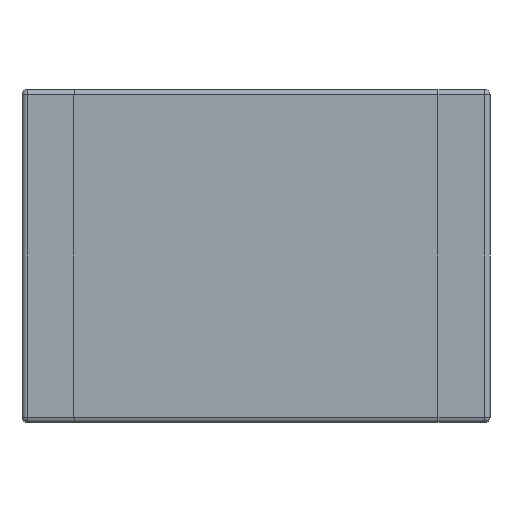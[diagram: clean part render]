
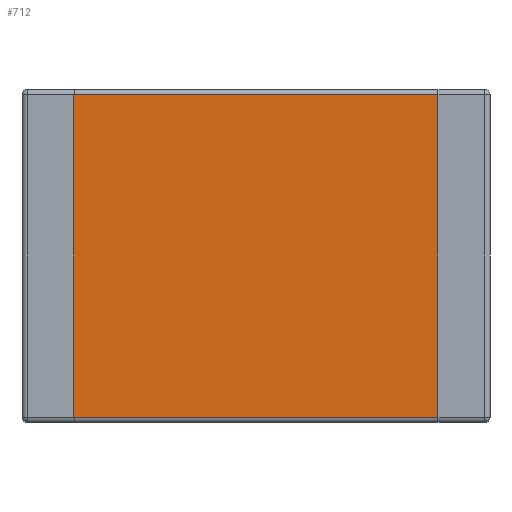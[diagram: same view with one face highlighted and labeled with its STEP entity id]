
A CAD part, front view. The second image highlights one B-rep face of the part: STEP entity #712.
In plain terms, the highlighted planar face has unit normal (0, -1, 0).
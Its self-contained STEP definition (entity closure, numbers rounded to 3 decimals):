
#477 = ORIENTED_EDGE ( 'NONE', *, *, #580, .F. ) ;
#478 = EDGE_CURVE ( 'NONE', #522, #581, #870, .T. ) ;
#489 = ORIENTED_EDGE ( 'NONE', *, *, #490, .T. ) ;
#490 = EDGE_CURVE ( 'NONE', #576, #651, #891, .T. ) ;
#512 = EDGE_CURVE ( 'NONE', #522, #651, #974, .T. ) ;
#522 = VERTEX_POINT ( 'NONE', #1003 ) ;
#523 = ORIENTED_EDGE ( 'NONE', *, *, #478, .T. ) ;
#576 = VERTEX_POINT ( 'NONE', #1129 ) ;
#578 = ORIENTED_EDGE ( 'NONE', *, *, #512, .F. ) ;
#580 = EDGE_CURVE ( 'NONE', #576, #581, #1184, .T. ) ;
#581 = VERTEX_POINT ( 'NONE', #1180 ) ;
#651 = VERTEX_POINT ( 'NONE', #1378 ) ;
#712 = ADVANCED_FACE ( 'NONE', ( #1595 ), #1639, .T. ) ;
#713 = EDGE_LOOP ( 'NONE', ( #578, #523, #477, #489 ) ) ;
#867 = DIRECTION ( 'NONE',  ( 1., 0., 0. ) ) ;
#868 = VECTOR ( 'NONE', #867, 1000. ) ;
#869 = CARTESIAN_POINT ( 'NONE',  ( 2.25, 0., -1.55 ) ) ;
#870 = LINE ( 'NONE', #869, #868 ) ;
#888 = DIRECTION ( 'NONE',  ( -1., 0., 0. ) ) ;
#889 = VECTOR ( 'NONE', #888, 1000. ) ;
#890 = CARTESIAN_POINT ( 'NONE',  ( -2.25, 0., 1.55 ) ) ;
#891 = LINE ( 'NONE', #890, #889 ) ;
#970 = DIRECTION ( 'NONE',  ( 0., 0., 1. ) ) ;
#971 = VECTOR ( 'NONE', #970, 1000. ) ;
#972 = CARTESIAN_POINT ( 'NONE',  ( -1.75, 0., -1.6 ) ) ;
#974 = LINE ( 'NONE', #972, #971 ) ;
#1003 = CARTESIAN_POINT ( 'NONE',  ( -1.75, 0., -1.55 ) ) ;
#1129 = CARTESIAN_POINT ( 'NONE',  ( 1.75, 0., 1.55 ) ) ;
#1180 = CARTESIAN_POINT ( 'NONE',  ( 1.75, 0., -1.55 ) ) ;
#1181 = DIRECTION ( 'NONE',  ( 0., 0., -1. ) ) ;
#1182 = VECTOR ( 'NONE', #1181, 1000. ) ;
#1183 = CARTESIAN_POINT ( 'NONE',  ( 1.75, 0., -1.6 ) ) ;
#1184 = LINE ( 'NONE', #1183, #1182 ) ;
#1378 = CARTESIAN_POINT ( 'NONE',  ( -1.75, 0., 1.55 ) ) ;
#1595 = FACE_OUTER_BOUND ( 'NONE', #713, .T. ) ;
#1635 = DIRECTION ( 'NONE',  ( 0., 0., -1. ) ) ;
#1636 = DIRECTION ( 'NONE',  ( 0., -1., 0. ) ) ;
#1637 = CARTESIAN_POINT ( 'NONE',  ( 2.25, 0., -1.6 ) ) ;
#1638 = AXIS2_PLACEMENT_3D ( 'NONE', #1637, #1636, #1635 ) ;
#1639 = PLANE ( 'NONE',  #1638 ) ;
